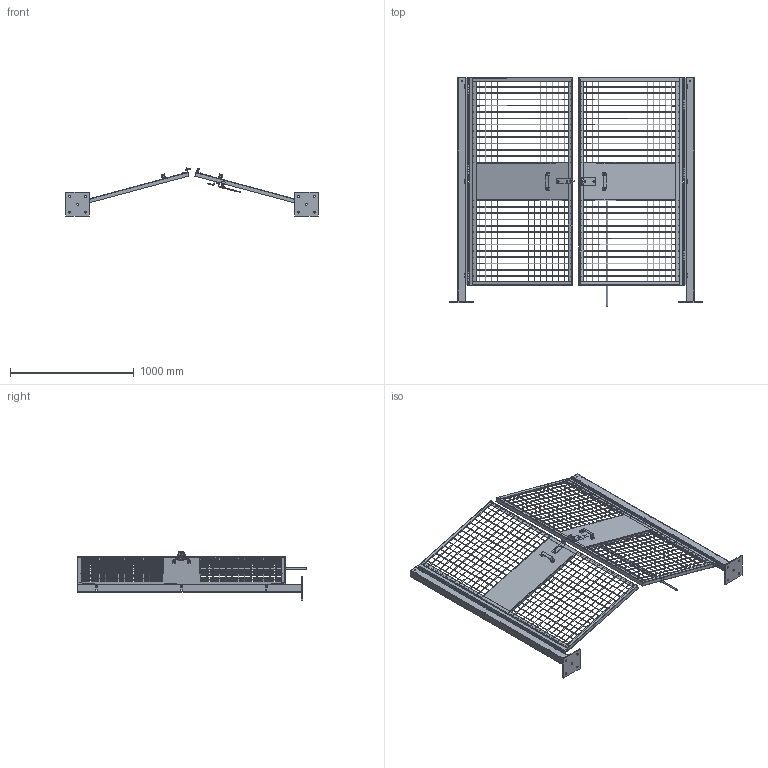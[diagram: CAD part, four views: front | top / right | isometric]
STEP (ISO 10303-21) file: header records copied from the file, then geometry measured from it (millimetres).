
FILE_DESCRIPTION (( 'STEP AP214' ), '1' );
FILE_NAME ('XGC400666.STEP', '2024-02-21T19:55:45', ( '' ), ( '' ), 'SwSTEP 2.0', 'SolidWorks 2023', '' );
FILE_SCHEMA (( 'AUTOMOTIVE_DESIGN' ));
Length unit declared in the file: inch
Products named in the file (1): XGC400666
Bounding box: 2038.35 x 1847.54 x 387.67 mm (x, y, z)
Volume: 6716439.4 mm3; surface area: 6964858.6 mm2
Topology: 87 solids, 87 shells, 2570 faces, 8751 edges, 5640 vertices
Faces by surface type: plane 1463, cylinder 717, cone 257, bspline 133
Full cylindrical faces by diameter (mm): 3.454 x2, 4.017 x2, 4.064 x68, 4.166 x56, 4.318 x2, 4.655 x8, 4.687 x1, 5.969 x4, 6 x1, 6.093 x6, 6.337 x6, 6.35 x9, 6.403 x8, 7 x2, 7.01 x1, 7.447 x1, 8.069 x6, 9.144 x12, 9.525 x1, 9.546 x1, 11.112 x2, 12.7 x11, 15.081 x8, 15.875 x10, 17.462 x6, 19.05 x1, 38.1 x2
Entity records: 102016 total; most frequent: CARTESIAN_POINT 35966, ORIENTED_EDGE 12944, DIRECTION 11658, EDGE_CURVE 6472, EDGE_LOOP 5096, VERTEX_POINT 4672, AXIS2_PLACEMENT_3D 4268, LINE 3122
